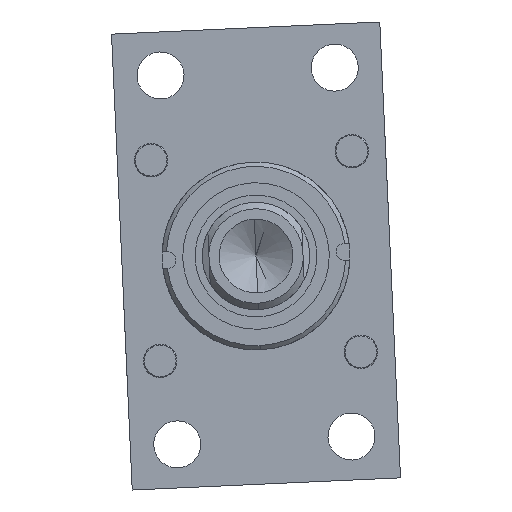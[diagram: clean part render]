
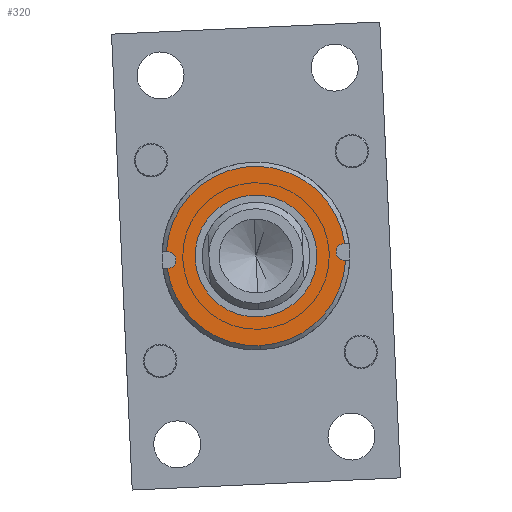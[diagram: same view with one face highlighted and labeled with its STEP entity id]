
A CAD part, left-side view. The second image highlights one B-rep face of the part: STEP entity #320.
In plain terms, the highlighted face is planar.
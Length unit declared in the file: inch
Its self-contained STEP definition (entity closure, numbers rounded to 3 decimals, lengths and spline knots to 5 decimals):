
#173 = VERTEX_POINT ( 'NONE', #7978 ) ;
#320 = ADVANCED_FACE ( 'NONE', ( #8435, #386 ), #5205, .F. ) ;
#322 = AXIS2_PLACEMENT_3D ( 'NONE', #1586, #6785, #2770 ) ;
#386 = FACE_OUTER_BOUND ( 'NONE', #6900, .T. ) ;
#392 = CIRCLE ( 'NONE', #7970, 0.5675 ) ;
#484 = VERTEX_POINT ( 'NONE', #5897 ) ;
#514 = DIRECTION ( 'NONE',  ( 0., 1., 0. ) ) ;
#642 = EDGE_CURVE ( 'NONE', #484, #9249, #6349, .T. ) ;
#866 = VERTEX_POINT ( 'NONE', #5655 ) ;
#924 = ORIENTED_EDGE ( 'NONE', *, *, #1713, .F. ) ;
#1006 = VECTOR ( 'NONE', #514, 39.37008 ) ;
#1009 = VERTEX_POINT ( 'NONE', #9191 ) ;
#1123 = CARTESIAN_POINT ( 'NONE',  ( 19.41758, 31.20342, -2.69734 ) ) ;
#1232 = CARTESIAN_POINT ( 'NONE',  ( 19.41758, 30.63592, -2.69734 ) ) ;
#1427 = DIRECTION ( 'NONE',  ( 0., 0., 1. ) ) ;
#1460 = ORIENTED_EDGE ( 'NONE', *, *, #5848, .F. ) ;
#1472 = ORIENTED_EDGE ( 'NONE', *, *, #2684, .T. ) ;
#1586 = CARTESIAN_POINT ( 'NONE',  ( 19.41758, 30.63592, -2.69734 ) ) ;
#1605 = CARTESIAN_POINT ( 'NONE',  ( 19.49558, 29.81218, -2.69734 ) ) ;
#1713 = EDGE_CURVE ( 'NONE', #6325, #4007, #392, .T. ) ;
#1953 = CIRCLE ( 'NONE', #322, 0.835 ) ;
#2059 = AXIS2_PLACEMENT_3D ( 'NONE', #6104, #2068, #7285 ) ;
#2068 = DIRECTION ( 'NONE',  ( 0., 0., -1. ) ) ;
#2118 = DIRECTION ( 'NONE',  ( 0., 0., 1. ) ) ;
#2177 = VERTEX_POINT ( 'NONE', #1605 ) ;
#2271 = CARTESIAN_POINT ( 'NONE',  ( 19.41758, 30.63592, -2.69734 ) ) ;
#2292 = DIRECTION ( 'NONE',  ( -1., 0., 0. ) ) ;
#2411 = DIRECTION ( 'NONE',  ( 1., 0., 0. ) ) ;
#2599 = CARTESIAN_POINT ( 'NONE',  ( 18.58258, 30.63592, -2.69734 ) ) ;
#2684 = EDGE_CURVE ( 'NONE', #5607, #2177, #6081, .T. ) ;
#2770 = DIRECTION ( 'NONE',  ( 1., 0., 0. ) ) ;
#2786 = AXIS2_PLACEMENT_3D ( 'NONE', #2271, #7514, #3509 ) ;
#2853 = DIRECTION ( 'NONE',  ( 0., 0., -1. ) ) ;
#2997 = VERTEX_POINT ( 'NONE', #9174 ) ;
#3509 = DIRECTION ( 'NONE',  ( 1., 0., 0. ) ) ;
#3691 = ORIENTED_EDGE ( 'NONE', *, *, #6412, .T. ) ;
#3737 = CIRCLE ( 'NONE', #2059, 0.078 ) ;
#3758 = LINE ( 'NONE', #8990, #5939 ) ;
#3774 = CARTESIAN_POINT ( 'NONE',  ( 19.33958, 31.20342, -2.69734 ) ) ;
#3780 = CARTESIAN_POINT ( 'NONE',  ( 19.49558, 31.20342, -2.69734 ) ) ;
#4007 = VERTEX_POINT ( 'NONE', #7010 ) ;
#4165 = EDGE_LOOP ( 'NONE', ( #1460, #924 ) ) ;
#4468 = AXIS2_PLACEMENT_3D ( 'NONE', #6882, #2853, #8079 ) ;
#4496 = CIRCLE ( 'NONE', #2786, 0.5675 ) ;
#4601 = CARTESIAN_POINT ( 'NONE',  ( 19.33958, 31.20342, -2.69734 ) ) ;
#4630 = VECTOR ( 'NONE', #9013, 39.37008 ) ;
#4683 = EDGE_CURVE ( 'NONE', #1009, #2997, #1953, .T. ) ;
#4753 = AXIS2_PLACEMENT_3D ( 'NONE', #5498, #1427, #6640 ) ;
#4957 = EDGE_CURVE ( 'NONE', #866, #5559, #3737, .T. ) ;
#4991 = DIRECTION ( 'NONE',  ( 0., -1., 0. ) ) ;
#5156 = CARTESIAN_POINT ( 'NONE',  ( 18.85008, 30.63592, -2.69734 ) ) ;
#5205 = PLANE ( 'NONE',  #8600 ) ;
#5409 = ORIENTED_EDGE ( 'NONE', *, *, #8684, .T. ) ;
#5498 = CARTESIAN_POINT ( 'NONE',  ( 19.41758, 30.63592, -2.69734 ) ) ;
#5559 = VERTEX_POINT ( 'NONE', #7473 ) ;
#5607 = VERTEX_POINT ( 'NONE', #8695 ) ;
#5655 = CARTESIAN_POINT ( 'NONE',  ( 19.49558, 31.45966, -2.69734 ) ) ;
#5671 = EDGE_CURVE ( 'NONE', #1009, #2177, #7799, .T. ) ;
#5848 = EDGE_CURVE ( 'NONE', #4007, #6325, #4496, .T. ) ;
#5897 = CARTESIAN_POINT ( 'NONE',  ( 19.33958, 31.46727, -2.69734 ) ) ;
#5939 = VECTOR ( 'NONE', #4991, 39.37008 ) ;
#5942 = EDGE_CURVE ( 'NONE', #173, #5607, #8563, .T. ) ;
#6081 = CIRCLE ( 'NONE', #4468, 0.078 ) ;
#6104 = CARTESIAN_POINT ( 'NONE',  ( 19.41758, 31.45966, -2.69734 ) ) ;
#6160 = CARTESIAN_POINT ( 'NONE',  ( 19.41758, 30.63592, -2.69734 ) ) ;
#6325 = VERTEX_POINT ( 'NONE', #5156 ) ;
#6335 = DIRECTION ( 'NONE',  ( 0., 0., -1. ) ) ;
#6349 = CIRCLE ( 'NONE', #4753, 0.835 ) ;
#6354 = EDGE_CURVE ( 'NONE', #484, #5559, #7788, .T. ) ;
#6412 = EDGE_CURVE ( 'NONE', #9249, #173, #7277, .T. ) ;
#6440 = DIRECTION ( 'NONE',  ( 0., 0., 1. ) ) ;
#6472 = ORIENTED_EDGE ( 'NONE', *, *, #4957, .T. ) ;
#6640 = DIRECTION ( 'NONE',  ( 1., 0., 0. ) ) ;
#6685 = ORIENTED_EDGE ( 'NONE', *, *, #5942, .T. ) ;
#6785 = DIRECTION ( 'NONE',  ( 0., 0., 1. ) ) ;
#6882 = CARTESIAN_POINT ( 'NONE',  ( 19.41758, 29.81218, -2.69734 ) ) ;
#6894 = ORIENTED_EDGE ( 'NONE', *, *, #4683, .T. ) ;
#6900 = EDGE_LOOP ( 'NONE', ( #8617, #6894, #5409, #6472, #8997, #8472, #3691, #6685, #1472 ) ) ;
#7010 = CARTESIAN_POINT ( 'NONE',  ( 19.98508, 30.63592, -2.69734 ) ) ;
#7277 = CIRCLE ( 'NONE', #7740, 0.835 ) ;
#7285 = DIRECTION ( 'NONE',  ( -1., 0., 0. ) ) ;
#7350 = DIRECTION ( 'NONE',  ( 1., 0., 0. ) ) ;
#7473 = CARTESIAN_POINT ( 'NONE',  ( 19.33958, 31.45966, -2.69734 ) ) ;
#7514 = DIRECTION ( 'NONE',  ( 0., 0., 1. ) ) ;
#7740 = AXIS2_PLACEMENT_3D ( 'NONE', #6160, #2118, #7350 ) ;
#7788 = LINE ( 'NONE', #3774, #7863 ) ;
#7799 = LINE ( 'NONE', #3780, #4630 ) ;
#7863 = VECTOR ( 'NONE', #9005, 39.37008 ) ;
#7970 = AXIS2_PLACEMENT_3D ( 'NONE', #1232, #6440, #2411 ) ;
#7978 = CARTESIAN_POINT ( 'NONE',  ( 19.33958, 29.80457, -2.69734 ) ) ;
#8079 = DIRECTION ( 'NONE',  ( -1., 0., 0. ) ) ;
#8435 = FACE_BOUND ( 'NONE', #4165, .T. ) ;
#8472 = ORIENTED_EDGE ( 'NONE', *, *, #642, .T. ) ;
#8563 = LINE ( 'NONE', #4601, #1006 ) ;
#8600 = AXIS2_PLACEMENT_3D ( 'NONE', #1123, #6335, #2292 ) ;
#8617 = ORIENTED_EDGE ( 'NONE', *, *, #5671, .F. ) ;
#8684 = EDGE_CURVE ( 'NONE', #2997, #866, #3758, .T. ) ;
#8695 = CARTESIAN_POINT ( 'NONE',  ( 19.33958, 29.81218, -2.69734 ) ) ;
#8990 = CARTESIAN_POINT ( 'NONE',  ( 19.49558, 31.20342, -2.69734 ) ) ;
#8997 = ORIENTED_EDGE ( 'NONE', *, *, #6354, .F. ) ;
#9005 = DIRECTION ( 'NONE',  ( 0., -1., 0. ) ) ;
#9013 = DIRECTION ( 'NONE',  ( 0., 1., 0. ) ) ;
#9174 = CARTESIAN_POINT ( 'NONE',  ( 19.49558, 31.46727, -2.69734 ) ) ;
#9191 = CARTESIAN_POINT ( 'NONE',  ( 19.49558, 29.80457, -2.69734 ) ) ;
#9249 = VERTEX_POINT ( 'NONE', #2599 ) ;
